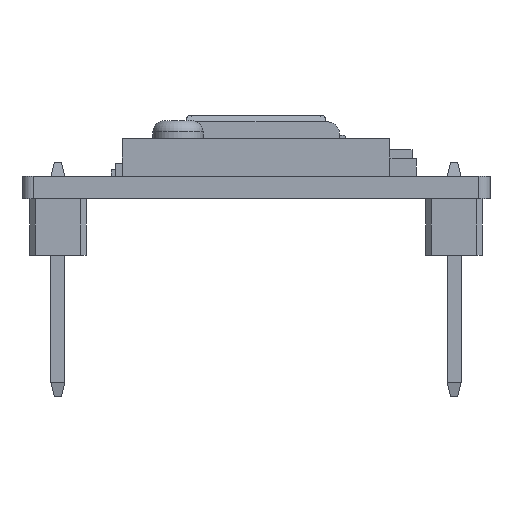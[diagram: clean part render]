
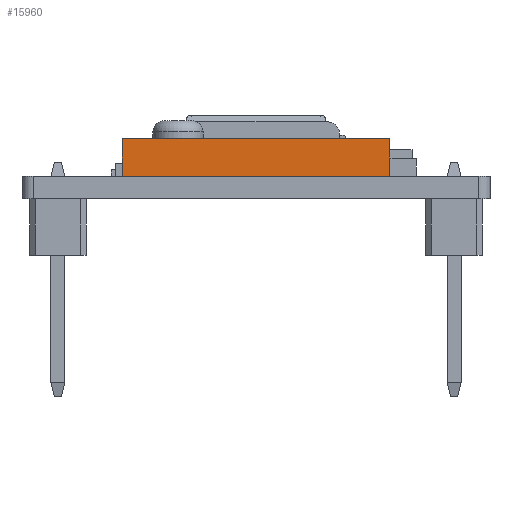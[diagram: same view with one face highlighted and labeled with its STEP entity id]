
A CAD part, front view. The second image highlights one B-rep face of the part: STEP entity #15960.
In plain terms, the highlighted planar face has unit normal (0, -1, 0).
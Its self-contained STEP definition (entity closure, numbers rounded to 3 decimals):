
#15884 = EDGE_CURVE('',#15885,#15887,#15889,.T.);
#15885 = VERTEX_POINT('',#15886);
#15886 = CARTESIAN_POINT('',(-6.,-5.,0.));
#15887 = VERTEX_POINT('',#15888);
#15888 = CARTESIAN_POINT('',(-6.,-5.,1.7));
#15889 = LINE('',#15890,#15891);
#15890 = CARTESIAN_POINT('',(-6.,-5.,0.));
#15891 = VECTOR('',#15892,1.);
#15892 = DIRECTION('',(0.,0.,1.));
#15924 = EDGE_CURVE('',#15925,#15927,#15929,.T.);
#15925 = VERTEX_POINT('',#15926);
#15926 = CARTESIAN_POINT('',(6.,-5.,0.));
#15927 = VERTEX_POINT('',#15928);
#15928 = CARTESIAN_POINT('',(6.,-5.,1.7));
#15929 = LINE('',#15930,#15931);
#15930 = CARTESIAN_POINT('',(6.,-5.,0.));
#15931 = VECTOR('',#15932,1.);
#15932 = DIRECTION('',(0.,0.,1.));
#15960 = ADVANCED_FACE('',(#15961),#15977,.F.);
#15961 = FACE_BOUND('',#15962,.F.);
#15962 = EDGE_LOOP('',(#15963,#15969,#15970,#15976));
#15963 = ORIENTED_EDGE('',*,*,#15964,.F.);
#15964 = EDGE_CURVE('',#15885,#15925,#15965,.T.);
#15965 = LINE('',#15966,#15967);
#15966 = CARTESIAN_POINT('',(-6.,-5.,0.));
#15967 = VECTOR('',#15968,1.);
#15968 = DIRECTION('',(1.,0.,0.));
#15969 = ORIENTED_EDGE('',*,*,#15884,.T.);
#15970 = ORIENTED_EDGE('',*,*,#15971,.T.);
#15971 = EDGE_CURVE('',#15887,#15927,#15972,.T.);
#15972 = LINE('',#15973,#15974);
#15973 = CARTESIAN_POINT('',(-6.,-5.,1.7));
#15974 = VECTOR('',#15975,1.);
#15975 = DIRECTION('',(1.,0.,0.));
#15976 = ORIENTED_EDGE('',*,*,#15924,.F.);
#15977 = PLANE('',#15978);
#15978 = AXIS2_PLACEMENT_3D('',#15979,#15980,#15981);
#15979 = CARTESIAN_POINT('',(-6.,-5.,0.));
#15980 = DIRECTION('',(0.,1.,0.));
#15981 = DIRECTION('',(0.,0.,1.));
